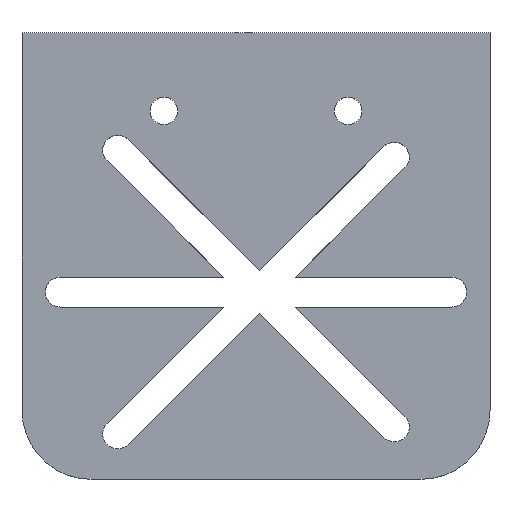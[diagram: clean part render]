
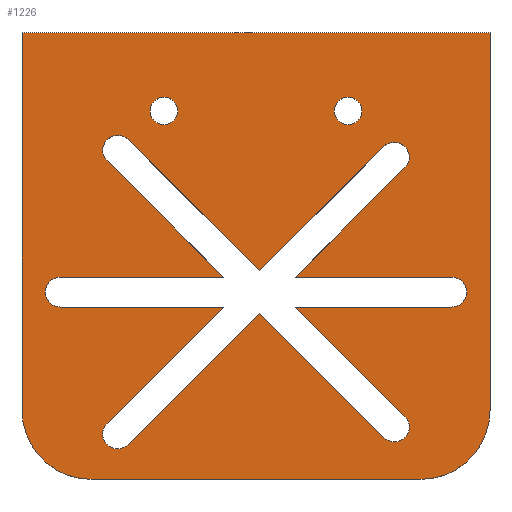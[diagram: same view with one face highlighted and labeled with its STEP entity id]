
A CAD part, top view. The second image highlights one B-rep face of the part: STEP entity #1226.
In plain terms, the highlighted planar face has unit normal (0, 0, 1).
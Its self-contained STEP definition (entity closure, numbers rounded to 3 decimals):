
#248=AXIS2_PLACEMENT_3D('Circle Axis2P3D',#246,#247,$) ;
#274=AXIS2_PLACEMENT_3D('Circle Axis2P3D',#272,#273,$) ;
#291=AXIS2_PLACEMENT_3D('Circle Axis2P3D',#289,#290,$) ;
#317=AXIS2_PLACEMENT_3D('Circle Axis2P3D',#315,#316,$) ;
#427=AXIS2_PLACEMENT_3D('Circle Axis2P3D',#425,#426,$) ;
#498=AXIS2_PLACEMENT_3D('Circle Axis2P3D',#496,#497,$) ;
#591=AXIS2_PLACEMENT_3D('Circle Axis2P3D',#589,#590,$) ;
#691=AXIS2_PLACEMENT_3D('Circle Axis2P3D',#689,#690,$) ;
#767=AXIS2_PLACEMENT_3D('Circle Axis2P3D',#765,#766,$) ;
#866=AXIS2_PLACEMENT_3D('Circle Axis2P3D',#864,#865,$) ;
#1066=AXIS2_PLACEMENT_3D('Circle Axis2P3D',#1064,#1065,$) ;
#1183=AXIS2_PLACEMENT_3D('Plane Axis2P3D',#1180,#1181,#1182) ;
#1187=AXIS2_PLACEMENT_3D('Circle Axis2P3D',#1185,#1186,$) ;
#41=CARTESIAN_POINT('Vertex',(-50.819,17.,5.)) ;
#46=CARTESIAN_POINT('Line Origine',(0.,17.,5.)) ;
#50=CARTESIAN_POINT('Vertex',(50.819,17.,5.)) ;
#246=CARTESIAN_POINT('Axis2P3D Location',(-20.,0.,5.)) ;
#250=CARTESIAN_POINT('Vertex',(-23.,0.,5.)) ;
#252=CARTESIAN_POINT('Vertex',(-17.,0.,5.)) ;
#272=CARTESIAN_POINT('Axis2P3D Location',(-20.,0.,5.)) ;
#289=CARTESIAN_POINT('Axis2P3D Location',(20.,0.,5.)) ;
#293=CARTESIAN_POINT('Vertex',(17.,0.,5.)) ;
#295=CARTESIAN_POINT('Vertex',(23.,0.,5.)) ;
#315=CARTESIAN_POINT('Axis2P3D Location',(20.,0.,5.)) ;
#389=CARTESIAN_POINT('Vertex',(0.76,-34.749,5.)) ;
#392=CARTESIAN_POINT('Line Origine',(-13.497,-20.492,5.)) ;
#396=CARTESIAN_POINT('Vertex',(-27.754,-6.235,5.)) ;
#425=CARTESIAN_POINT('Axis2P3D Location',(-30.052,-8.533,5.)) ;
#429=CARTESIAN_POINT('Vertex',(-32.35,-10.831,5.)) ;
#456=CARTESIAN_POINT('Line Origine',(-24.793,-36.095,5.)) ;
#460=CARTESIAN_POINT('Vertex',(-7.086,-36.095,5.)) ;
#462=CARTESIAN_POINT('Vertex',(-42.5,-36.095,5.)) ;
#496=CARTESIAN_POINT('Axis2P3D Location',(-42.5,-39.345,5.)) ;
#500=CARTESIAN_POINT('Vertex',(-42.5,-42.595,5.)) ;
#527=CARTESIAN_POINT('Line Origine',(-24.793,-42.595,5.)) ;
#531=CARTESIAN_POINT('Vertex',(-7.086,-42.595,5.)) ;
#558=CARTESIAN_POINT('Line Origine',(-19.718,-55.227,5.)) ;
#562=CARTESIAN_POINT('Vertex',(-32.35,-67.859,5.)) ;
#589=CARTESIAN_POINT('Axis2P3D Location',(-30.052,-70.157,5.)) ;
#593=CARTESIAN_POINT('Vertex',(-27.754,-72.455,5.)) ;
#627=CARTESIAN_POINT('Line Origine',(-13.497,-58.198,5.)) ;
#631=CARTESIAN_POINT('Vertex',(0.76,-43.941,5.)) ;
#658=CARTESIAN_POINT('Line Origine',(14.257,-57.438,5.)) ;
#662=CARTESIAN_POINT('Vertex',(27.754,-70.935,5.)) ;
#689=CARTESIAN_POINT('Axis2P3D Location',(30.052,-68.637,5.)) ;
#693=CARTESIAN_POINT('Vertex',(32.35,-66.339,5.)) ;
#715=CARTESIAN_POINT('Line Origine',(20.478,-54.467,5.)) ;
#719=CARTESIAN_POINT('Vertex',(8.606,-42.595,5.)) ;
#734=CARTESIAN_POINT('Line Origine',(25.553,-42.595,5.)) ;
#738=CARTESIAN_POINT('Vertex',(42.5,-42.595,5.)) ;
#765=CARTESIAN_POINT('Axis2P3D Location',(42.5,-39.345,5.)) ;
#769=CARTESIAN_POINT('Vertex',(42.5,-36.095,5.)) ;
#791=CARTESIAN_POINT('Line Origine',(25.553,-36.095,5.)) ;
#795=CARTESIAN_POINT('Vertex',(8.606,-36.095,5.)) ;
#831=CARTESIAN_POINT('Line Origine',(20.478,-24.223,5.)) ;
#835=CARTESIAN_POINT('Vertex',(32.35,-12.351,5.)) ;
#864=CARTESIAN_POINT('Axis2P3D Location',(30.052,-10.053,5.)) ;
#868=CARTESIAN_POINT('Vertex',(27.754,-7.755,5.)) ;
#890=CARTESIAN_POINT('Line Origine',(14.257,-21.252,5.)) ;
#935=CARTESIAN_POINT('Line Origine',(-19.718,-23.463,5.)) ;
#1027=CARTESIAN_POINT('Line Origine',(50.819,-24.,5.)) ;
#1031=CARTESIAN_POINT('Vertex',(50.819,-65.,5.)) ;
#1064=CARTESIAN_POINT('Axis2P3D Location',(35.819,-65.,5.)) ;
#1068=CARTESIAN_POINT('Vertex',(35.819,-80.,5.)) ;
#1092=CARTESIAN_POINT('Vertex',(-50.819,-65.,5.)) ;
#1097=CARTESIAN_POINT('Line Origine',(-50.819,-24.,5.)) ;
#1165=CARTESIAN_POINT('Vertex',(-35.819,-80.,5.)) ;
#1168=CARTESIAN_POINT('Line Origine',(0.,-80.,5.)) ;
#1180=CARTESIAN_POINT('Axis2P3D Location',(0.,0.,5.)) ;
#1185=CARTESIAN_POINT('Axis2P3D Location',(-35.819,-65.,5.)) ;
#47=DIRECTION('Vector Direction',(-1.,0.,0.)) ;
#247=DIRECTION('Axis2P3D Direction',(0.,0.,1.)) ;
#273=DIRECTION('Axis2P3D Direction',(0.,0.,1.)) ;
#290=DIRECTION('Axis2P3D Direction',(0.,0.,1.)) ;
#316=DIRECTION('Axis2P3D Direction',(0.,0.,1.)) ;
#393=DIRECTION('Vector Direction',(0.707,-0.707,0.)) ;
#426=DIRECTION('Axis2P3D Direction',(0.,-0.,-1.)) ;
#457=DIRECTION('Vector Direction',(1.,0.,0.)) ;
#497=DIRECTION('Axis2P3D Direction',(0.,0.,1.)) ;
#528=DIRECTION('Vector Direction',(-1.,0.,0.)) ;
#559=DIRECTION('Vector Direction',(0.707,0.707,0.)) ;
#590=DIRECTION('Axis2P3D Direction',(0.,0.,1.)) ;
#628=DIRECTION('Vector Direction',(-0.707,-0.707,0.)) ;
#659=DIRECTION('Vector Direction',(-0.707,0.707,0.)) ;
#690=DIRECTION('Axis2P3D Direction',(0.,0.,1.)) ;
#716=DIRECTION('Vector Direction',(0.707,-0.707,0.)) ;
#735=DIRECTION('Vector Direction',(-1.,0.,0.)) ;
#766=DIRECTION('Axis2P3D Direction',(0.,0.,1.)) ;
#792=DIRECTION('Vector Direction',(1.,0.,0.)) ;
#832=DIRECTION('Vector Direction',(-0.707,-0.707,0.)) ;
#865=DIRECTION('Axis2P3D Direction',(0.,-0.,-1.)) ;
#891=DIRECTION('Vector Direction',(0.707,0.707,0.)) ;
#936=DIRECTION('Vector Direction',(-0.707,0.707,0.)) ;
#1028=DIRECTION('Vector Direction',(0.,-1.,0.)) ;
#1065=DIRECTION('Axis2P3D Direction',(0.,0.,1.)) ;
#1098=DIRECTION('Vector Direction',(0.,-1.,0.)) ;
#1169=DIRECTION('Vector Direction',(-1.,0.,0.)) ;
#1181=DIRECTION('Axis2P3D Direction',(0.,0.,1.)) ;
#1182=DIRECTION('Axis2P3D XDirection',(1.,0.,0.)) ;
#1186=DIRECTION('Axis2P3D Direction',(0.,0.,1.)) ;
#48=VECTOR('Line Direction',#47,1.) ;
#394=VECTOR('Line Direction',#393,1.) ;
#458=VECTOR('Line Direction',#457,1.) ;
#529=VECTOR('Line Direction',#528,1.) ;
#560=VECTOR('Line Direction',#559,1.) ;
#629=VECTOR('Line Direction',#628,1.) ;
#660=VECTOR('Line Direction',#659,1.) ;
#717=VECTOR('Line Direction',#716,1.) ;
#736=VECTOR('Line Direction',#735,1.) ;
#793=VECTOR('Line Direction',#792,1.) ;
#833=VECTOR('Line Direction',#832,1.) ;
#892=VECTOR('Line Direction',#891,1.) ;
#937=VECTOR('Line Direction',#936,1.) ;
#1029=VECTOR('Line Direction',#1028,1.) ;
#1099=VECTOR('Line Direction',#1098,1.) ;
#1170=VECTOR('Line Direction',#1169,1.) ;
#1191=ORIENTED_EDGE('',*,*,#1172,.T.) ;
#1192=ORIENTED_EDGE('',*,*,#1070,.F.) ;
#1193=ORIENTED_EDGE('',*,*,#1033,.F.) ;
#1194=ORIENTED_EDGE('',*,*,#52,.F.) ;
#1195=ORIENTED_EDGE('',*,*,#1101,.T.) ;
#1196=ORIENTED_EDGE('',*,*,#1189,.F.) ;
#1199=ORIENTED_EDGE('',*,*,#894,.F.) ;
#1200=ORIENTED_EDGE('',*,*,#870,.F.) ;
#1201=ORIENTED_EDGE('',*,*,#837,.F.) ;
#1202=ORIENTED_EDGE('',*,*,#797,.F.) ;
#1203=ORIENTED_EDGE('',*,*,#771,.F.) ;
#1204=ORIENTED_EDGE('',*,*,#740,.F.) ;
#1205=ORIENTED_EDGE('',*,*,#721,.F.) ;
#1206=ORIENTED_EDGE('',*,*,#695,.F.) ;
#1207=ORIENTED_EDGE('',*,*,#664,.F.) ;
#1208=ORIENTED_EDGE('',*,*,#633,.F.) ;
#1209=ORIENTED_EDGE('',*,*,#595,.F.) ;
#1210=ORIENTED_EDGE('',*,*,#564,.F.) ;
#1211=ORIENTED_EDGE('',*,*,#533,.F.) ;
#1212=ORIENTED_EDGE('',*,*,#502,.F.) ;
#1213=ORIENTED_EDGE('',*,*,#464,.F.) ;
#1214=ORIENTED_EDGE('',*,*,#939,.F.) ;
#1215=ORIENTED_EDGE('',*,*,#431,.F.) ;
#1216=ORIENTED_EDGE('',*,*,#398,.F.) ;
#1219=ORIENTED_EDGE('',*,*,#254,.F.) ;
#1220=ORIENTED_EDGE('',*,*,#276,.F.) ;
#1223=ORIENTED_EDGE('',*,*,#297,.F.) ;
#1224=ORIENTED_EDGE('',*,*,#319,.F.) ;
#1217=FACE_BOUND('',#1198,.T.) ;
#1221=FACE_BOUND('',#1218,.T.) ;
#1225=FACE_BOUND('',#1222,.T.) ;
#1226=ADVANCED_FACE('BASE',(#1197,#1217,#1221,#1225),#1184,.T.) ;
#249=CIRCLE('generated circle',#248,3.) ;
#275=CIRCLE('generated circle',#274,3.) ;
#292=CIRCLE('generated circle',#291,3.) ;
#318=CIRCLE('generated circle',#317,3.) ;
#428=CIRCLE('generated circle',#427,3.25) ;
#499=CIRCLE('generated circle',#498,3.25) ;
#592=CIRCLE('generated circle',#591,3.25) ;
#692=CIRCLE('generated circle',#691,3.25) ;
#768=CIRCLE('generated circle',#767,3.25) ;
#867=CIRCLE('generated circle',#866,3.25) ;
#1067=CIRCLE('generated circle',#1066,15.) ;
#1188=CIRCLE('generated circle',#1187,15.) ;
#52=EDGE_CURVE('',#42,#51,#49,.F.) ;
#254=EDGE_CURVE('',#251,#253,#249,.T.) ;
#276=EDGE_CURVE('',#253,#251,#275,.T.) ;
#297=EDGE_CURVE('',#294,#296,#292,.T.) ;
#319=EDGE_CURVE('',#296,#294,#318,.T.) ;
#398=EDGE_CURVE('',#390,#397,#395,.F.) ;
#431=EDGE_CURVE('',#397,#430,#428,.F.) ;
#464=EDGE_CURVE('',#461,#463,#459,.F.) ;
#502=EDGE_CURVE('',#463,#501,#499,.T.) ;
#533=EDGE_CURVE('',#501,#532,#530,.F.) ;
#564=EDGE_CURVE('',#532,#563,#561,.F.) ;
#595=EDGE_CURVE('',#563,#594,#592,.T.) ;
#633=EDGE_CURVE('',#594,#632,#630,.F.) ;
#664=EDGE_CURVE('',#632,#663,#661,.F.) ;
#695=EDGE_CURVE('',#663,#694,#692,.T.) ;
#721=EDGE_CURVE('',#694,#720,#718,.F.) ;
#740=EDGE_CURVE('',#720,#739,#737,.F.) ;
#771=EDGE_CURVE('',#739,#770,#768,.T.) ;
#797=EDGE_CURVE('',#770,#796,#794,.F.) ;
#837=EDGE_CURVE('',#796,#836,#834,.F.) ;
#870=EDGE_CURVE('',#836,#869,#867,.F.) ;
#894=EDGE_CURVE('',#869,#390,#893,.F.) ;
#939=EDGE_CURVE('',#430,#461,#938,.F.) ;
#1033=EDGE_CURVE('',#51,#1032,#1030,.T.) ;
#1070=EDGE_CURVE('',#1032,#1069,#1067,.F.) ;
#1101=EDGE_CURVE('',#42,#1093,#1100,.T.) ;
#1172=EDGE_CURVE('',#1166,#1069,#1171,.F.) ;
#1189=EDGE_CURVE('',#1166,#1093,#1188,.F.) ;
#1190=EDGE_LOOP('',(#1191,#1192,#1193,#1194,#1195,#1196)) ;
#1198=EDGE_LOOP('',(#1199,#1200,#1201,#1202,#1203,#1204,#1205,#1206,#1207,#1208,#1209,#1210,#1211,#1212,#1213,#1214,#1215,#1216)) ;
#1218=EDGE_LOOP('',(#1219,#1220)) ;
#1222=EDGE_LOOP('',(#1223,#1224)) ;
#1197=FACE_OUTER_BOUND('',#1190,.T.) ;
#49=LINE('Line',#46,#48) ;
#395=LINE('Line',#392,#394) ;
#459=LINE('Line',#456,#458) ;
#530=LINE('Line',#527,#529) ;
#561=LINE('Line',#558,#560) ;
#630=LINE('Line',#627,#629) ;
#661=LINE('Line',#658,#660) ;
#718=LINE('Line',#715,#717) ;
#737=LINE('Line',#734,#736) ;
#794=LINE('Line',#791,#793) ;
#834=LINE('Line',#831,#833) ;
#893=LINE('Line',#890,#892) ;
#938=LINE('Line',#935,#937) ;
#1030=LINE('Line',#1027,#1029) ;
#1100=LINE('Line',#1097,#1099) ;
#1171=LINE('Line',#1168,#1170) ;
#1184=PLANE('',#1183) ;
#42=VERTEX_POINT('',#41) ;
#51=VERTEX_POINT('',#50) ;
#251=VERTEX_POINT('',#250) ;
#253=VERTEX_POINT('',#252) ;
#294=VERTEX_POINT('',#293) ;
#296=VERTEX_POINT('',#295) ;
#390=VERTEX_POINT('',#389) ;
#397=VERTEX_POINT('',#396) ;
#430=VERTEX_POINT('',#429) ;
#461=VERTEX_POINT('',#460) ;
#463=VERTEX_POINT('',#462) ;
#501=VERTEX_POINT('',#500) ;
#532=VERTEX_POINT('',#531) ;
#563=VERTEX_POINT('',#562) ;
#594=VERTEX_POINT('',#593) ;
#632=VERTEX_POINT('',#631) ;
#663=VERTEX_POINT('',#662) ;
#694=VERTEX_POINT('',#693) ;
#720=VERTEX_POINT('',#719) ;
#739=VERTEX_POINT('',#738) ;
#770=VERTEX_POINT('',#769) ;
#796=VERTEX_POINT('',#795) ;
#836=VERTEX_POINT('',#835) ;
#869=VERTEX_POINT('',#868) ;
#1032=VERTEX_POINT('',#1031) ;
#1069=VERTEX_POINT('',#1068) ;
#1093=VERTEX_POINT('',#1092) ;
#1166=VERTEX_POINT('',#1165) ;
